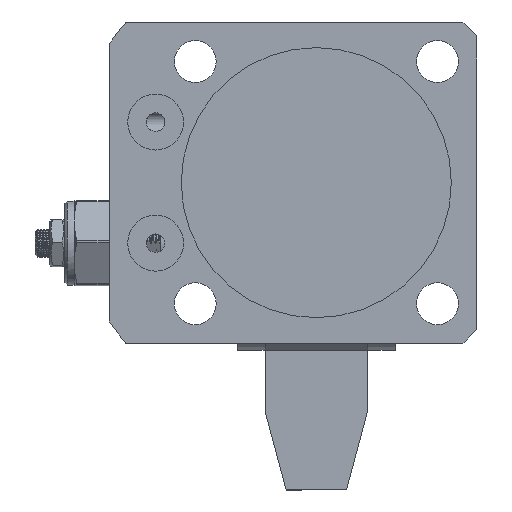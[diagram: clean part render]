
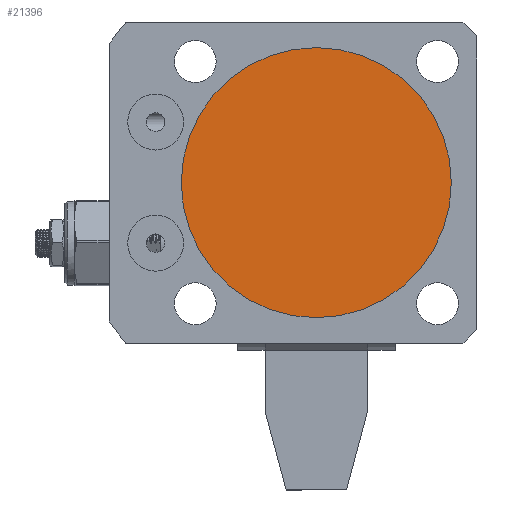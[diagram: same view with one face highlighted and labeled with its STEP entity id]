
A CAD part, front view. The second image highlights one B-rep face of the part: STEP entity #21396.
In plain terms, the highlighted planar face has unit normal (0, -1, 0).
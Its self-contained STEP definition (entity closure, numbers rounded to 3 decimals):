
#1469 = AXIS2_PLACEMENT_3D ( 'NONE', #17688, #58386, #31344 ) ;
#4126 = CIRCLE ( 'NONE', #14942, 29. ) ;
#5683 = CARTESIAN_POINT ( 'NONE',  ( 0., -65., 29. ) ) ;
#6465 = DIRECTION ( 'NONE',  ( 0., 1., 0. ) ) ;
#7922 = DIRECTION ( 'NONE',  ( 0., 1., 0. ) ) ;
#9055 = VERTEX_POINT ( 'NONE', #9861 ) ;
#9861 = CARTESIAN_POINT ( 'NONE',  ( 0., -65., -29. ) ) ;
#12467 = ORIENTED_EDGE ( 'NONE', *, *, #23151, .F. ) ;
#14942 = AXIS2_PLACEMENT_3D ( 'NONE', #34962, #7922, #39491 ) ;
#15917 = AXIS2_PLACEMENT_3D ( 'NONE', #33511, #6465, #38016 ) ;
#17688 = CARTESIAN_POINT ( 'NONE',  ( 29., -65., 0. ) ) ;
#20752 = EDGE_LOOP ( 'NONE', ( #12467, #24783 ) ) ;
#21396 = ADVANCED_FACE ( 'NONE', ( #27157 ), #26805, .T. ) ;
#23151 = EDGE_CURVE ( 'NONE', #29043, #9055, #26913, .T. ) ;
#24783 = ORIENTED_EDGE ( 'NONE', *, *, #28417, .F. ) ;
#26805 = PLANE ( 'NONE',  #1469 ) ;
#26913 = CIRCLE ( 'NONE', #15917, 29. ) ;
#27157 = FACE_OUTER_BOUND ( 'NONE', #20752, .T. ) ;
#28417 = EDGE_CURVE ( 'NONE', #9055, #29043, #4126, .T. ) ;
#29043 = VERTEX_POINT ( 'NONE', #5683 ) ;
#31344 = DIRECTION ( 'NONE',  ( 0., 0., -1. ) ) ;
#33511 = CARTESIAN_POINT ( 'NONE',  ( 0., -65., 0. ) ) ;
#34962 = CARTESIAN_POINT ( 'NONE',  ( 0., -65., 0. ) ) ;
#38016 = DIRECTION ( 'NONE',  ( 0., 0., 1. ) ) ;
#39491 = DIRECTION ( 'NONE',  ( 0., 0., 1. ) ) ;
#58386 = DIRECTION ( 'NONE',  ( 0., -1., 0. ) ) ;
